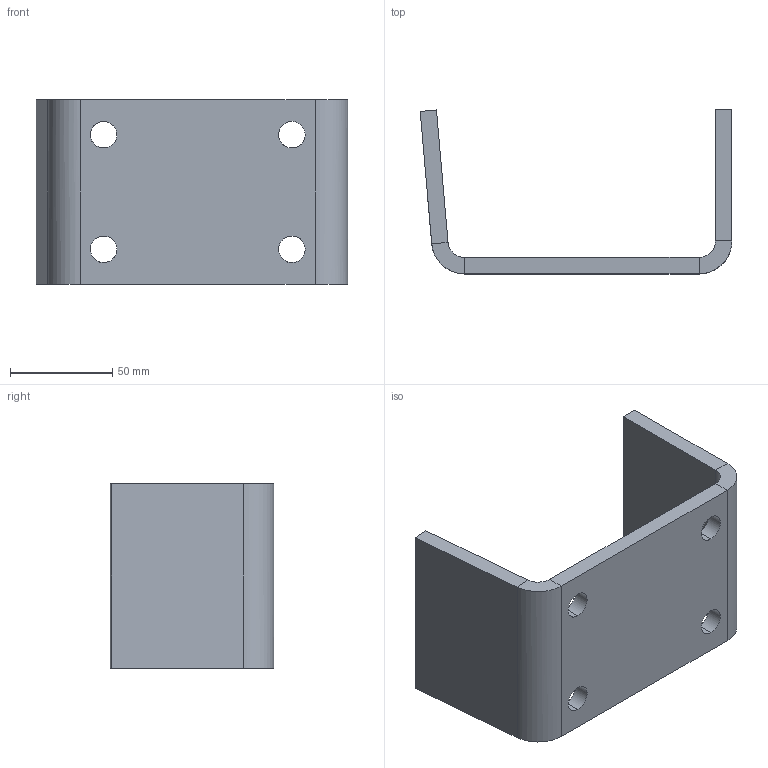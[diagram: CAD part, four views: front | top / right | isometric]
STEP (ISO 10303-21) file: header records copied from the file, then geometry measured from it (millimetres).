
FILE_DESCRIPTION (( 'STEP AP203' ), '1' );
FILE_NAME ('manÞasi flanþ_k8_4.IGS_Default_sldprt.STEP', '2023-01-17T08:20:19', ( '' ), ( '' ), 'SwSTEP 2.0', 'SolidWorks 2019', '' );
FILE_SCHEMA (( 'CONFIG_CONTROL_DESIGN' ));
Length unit declared in the file: millimetre
Products named in the file (1): manÞasi flanþ_k8_4.IGS_Default_sldprt
Bounding box: 152.27 x 80 x 90 mm (x, y, z)
Volume: 197542.4 mm3; surface area: 56617.6 mm2
Topology: 1 solids, 1 shells, 30 faces, 68 edges, 40 vertices
Faces by surface type: bspline 30
Entity records: 1072 total; most frequent: CARTESIAN_POINT 566, ORIENTED_EDGE 136, EDGE_CURVE 68, B_SPLINE_CURVE_WITH_KNOTS 54, VERTEX_POINT 40, EDGE_LOOP 38, ADVANCED_FACE 30, FACE_OUTER_BOUND 30
